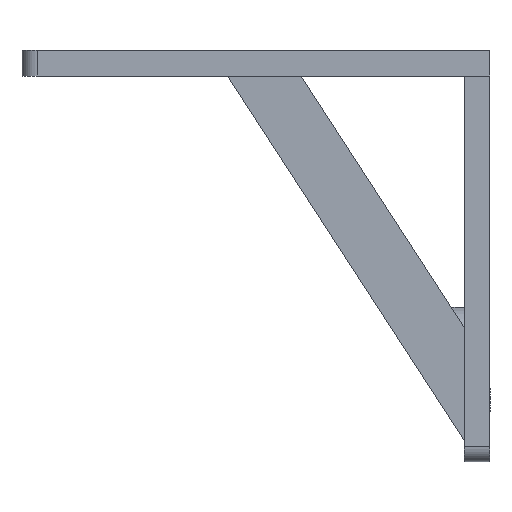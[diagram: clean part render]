
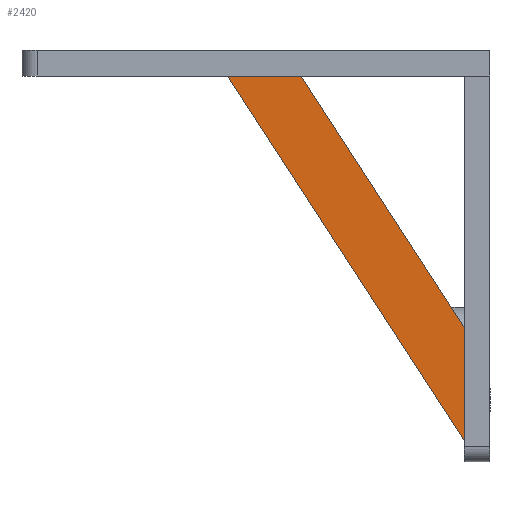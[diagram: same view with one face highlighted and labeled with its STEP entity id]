
A CAD part, left-side view. The second image highlights one B-rep face of the part: STEP entity #2420.
In plain terms, the highlighted planar face has unit normal (-1, 0, 0).
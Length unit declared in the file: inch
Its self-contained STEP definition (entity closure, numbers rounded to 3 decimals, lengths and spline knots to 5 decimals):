
#86 = CARTESIAN_POINT ( 'NONE',  ( -1.22047, 0.19685, -2.99056 ) ) ;
#106 = LINE ( 'NONE', #1316, #853 ) ;
#137 = EDGE_CURVE ( 'NONE', #1745, #390, #106, .T. ) ;
#196 = ORIENTED_EDGE ( 'NONE', *, *, #511, .F. ) ;
#223 = VERTEX_POINT ( 'NONE', #86 ) ;
#384 = DIRECTION ( 'NONE',  ( 0., -0.544, -0.839 ) ) ;
#390 = VERTEX_POINT ( 'NONE', #3097 ) ;
#392 = DIRECTION ( 'NONE',  ( 0., -1., 0. ) ) ;
#502 = EDGE_CURVE ( 'NONE', #390, #223, #3747, .T. ) ;
#511 = EDGE_CURVE ( 'NONE', #223, #3250, #3399, .T. ) ;
#559 = FACE_OUTER_BOUND ( 'NONE', #3104, .T. ) ;
#664 = VECTOR ( 'NONE', #1070, 39.37008 ) ;
#673 = CARTESIAN_POINT ( 'NONE',  ( -1.22047, 2.00791, -0.19685 ) ) ;
#753 = LINE ( 'NONE', #2258, #3237 ) ;
#853 = VECTOR ( 'NONE', #384, 39.37008 ) ;
#896 = AXIS2_PLACEMENT_3D ( 'NONE', #1129, #3862, #3143 ) ;
#1070 = DIRECTION ( 'NONE',  ( 0., 0., -1. ) ) ;
#1129 = CARTESIAN_POINT ( 'NONE',  ( -1.22047, 0., 0. ) ) ;
#1132 = ORIENTED_EDGE ( 'NONE', *, *, #137, .F. ) ;
#1306 = DIRECTION ( 'NONE',  ( 0., 0.544, 0.839 ) ) ;
#1316 = CARTESIAN_POINT ( 'NONE',  ( -1.22047, 0.19685, -2.12205 ) ) ;
#1745 = VERTEX_POINT ( 'NONE', #3459 ) ;
#1902 = CARTESIAN_POINT ( 'NONE',  ( -1.22047, 2.00791, -0.19685 ) ) ;
#1944 = VECTOR ( 'NONE', #1306, 39.37008 ) ;
#2008 = ORIENTED_EDGE ( 'NONE', *, *, #502, .F. ) ;
#2197 = CARTESIAN_POINT ( 'NONE',  ( -1.22047, 0.19685, -2.99056 ) ) ;
#2258 = CARTESIAN_POINT ( 'NONE',  ( -1.22047, 1.44488, -0.19685 ) ) ;
#2420 = ADVANCED_FACE ( 'NONE', ( #559 ), #3243, .F. ) ;
#2762 = EDGE_CURVE ( 'NONE', #3250, #1745, #753, .T. ) ;
#2834 = ORIENTED_EDGE ( 'NONE', *, *, #2762, .F. ) ;
#3097 = CARTESIAN_POINT ( 'NONE',  ( -1.22047, 0.19685, -2.12205 ) ) ;
#3104 = EDGE_LOOP ( 'NONE', ( #2008, #1132, #2834, #196 ) ) ;
#3143 = DIRECTION ( 'NONE',  ( 0., 0., -1. ) ) ;
#3237 = VECTOR ( 'NONE', #392, 39.37008 ) ;
#3243 = PLANE ( 'NONE',  #896 ) ;
#3250 = VERTEX_POINT ( 'NONE', #1902 ) ;
#3399 = LINE ( 'NONE', #673, #1944 ) ;
#3459 = CARTESIAN_POINT ( 'NONE',  ( -1.22047, 1.44488, -0.19685 ) ) ;
#3747 = LINE ( 'NONE', #2197, #664 ) ;
#3862 = DIRECTION ( 'NONE',  ( 1., 0., 0. ) ) ;
